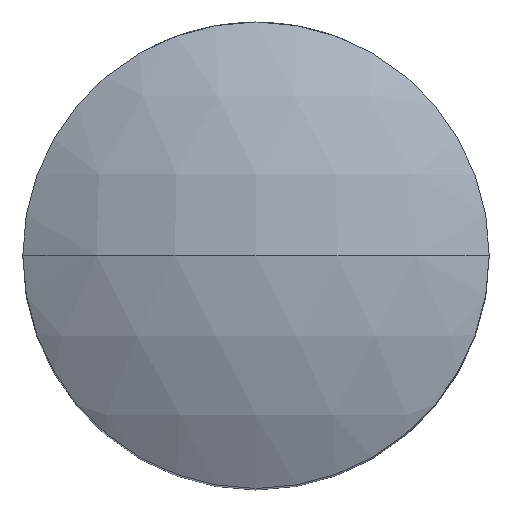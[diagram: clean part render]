
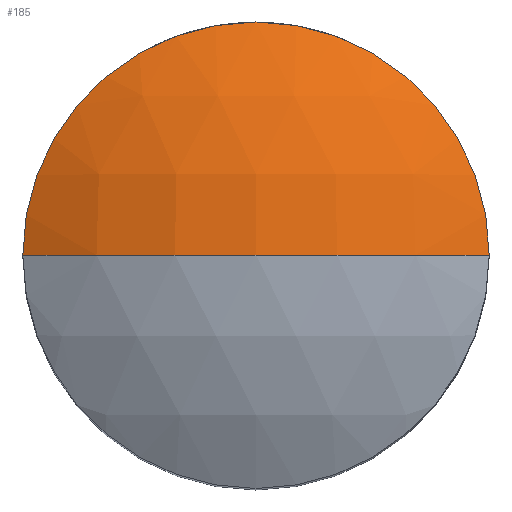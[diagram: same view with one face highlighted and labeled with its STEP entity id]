
A CAD part, top view. The second image highlights one B-rep face of the part: STEP entity #185.
In plain terms, the highlighted spherical face has radius 13 mm.
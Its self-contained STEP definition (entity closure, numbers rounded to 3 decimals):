
#2 = ORIENTED_EDGE ( 'NONE', *, *, #529, .F. ) ;
#48 = ORIENTED_EDGE ( 'NONE', *, *, #359, .T. ) ;
#76 = CARTESIAN_POINT ( 'NONE',  ( -6.5, 0., 13.258 ) ) ;
#112 = CIRCLE ( 'NONE', #356, 13. ) ;
#149 = CARTESIAN_POINT ( 'NONE',  ( 0., 0., 13.258 ) ) ;
#185 = ADVANCED_FACE ( 'NONE', ( #852 ), #830, .T. ) ;
#229 = DIRECTION ( 'NONE',  ( -1., 0., 0. ) ) ;
#270 = ORIENTED_EDGE ( 'NONE', *, *, #703, .F. ) ;
#275 = DIRECTION ( 'NONE',  ( 0., 0., 1. ) ) ;
#277 = DIRECTION ( 'NONE',  ( 0., 1., 0. ) ) ;
#279 = CARTESIAN_POINT ( 'NONE',  ( 0., 0., 2. ) ) ;
#280 = AXIS2_PLACEMENT_3D ( 'NONE', #149, #659, #229 ) ;
#356 = AXIS2_PLACEMENT_3D ( 'NONE', #826, #418, #898 ) ;
#358 = CARTESIAN_POINT ( 'NONE',  ( 6.5, 0., 13.258 ) ) ;
#359 = EDGE_CURVE ( 'NONE', #920, #670, #402, .T. ) ;
#402 = CIRCLE ( 'NONE', #419, 13. ) ;
#418 = DIRECTION ( 'NONE',  ( 0., -1., 0. ) ) ;
#419 = AXIS2_PLACEMENT_3D ( 'NONE', #279, #277, #275 ) ;
#423 = EDGE_LOOP ( 'NONE', ( #2, #48, #270 ) ) ;
#476 = AXIS2_PLACEMENT_3D ( 'NONE', #609, #663, #604 ) ;
#529 = EDGE_CURVE ( 'NONE', #920, #723, #112, .T. ) ;
#604 = DIRECTION ( 'NONE',  ( 1., 0., 0. ) ) ;
#609 = CARTESIAN_POINT ( 'NONE',  ( 0., 0., 2. ) ) ;
#659 = DIRECTION ( 'NONE',  ( 0., 0., -1. ) ) ;
#663 = DIRECTION ( 'NONE',  ( 0., -1., 0. ) ) ;
#670 = VERTEX_POINT ( 'NONE', #358 ) ;
#683 = CARTESIAN_POINT ( 'NONE',  ( 0., 0., 15. ) ) ;
#703 = EDGE_CURVE ( 'NONE', #723, #670, #800, .T. ) ;
#723 = VERTEX_POINT ( 'NONE', #76 ) ;
#800 = CIRCLE ( 'NONE', #280, 6.5 ) ;
#826 = CARTESIAN_POINT ( 'NONE',  ( 0., 0., 2. ) ) ;
#830 = SPHERICAL_SURFACE ( 'NONE', #476, 13. ) ;
#852 = FACE_OUTER_BOUND ( 'NONE', #423, .T. ) ;
#898 = DIRECTION ( 'NONE',  ( 1., 0., 0. ) ) ;
#920 = VERTEX_POINT ( 'NONE', #683 ) ;
